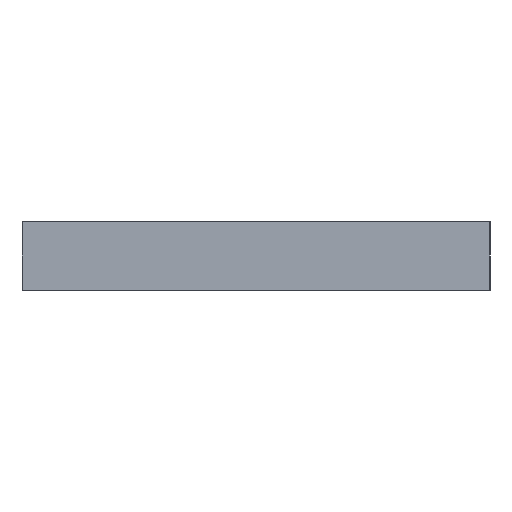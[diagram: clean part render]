
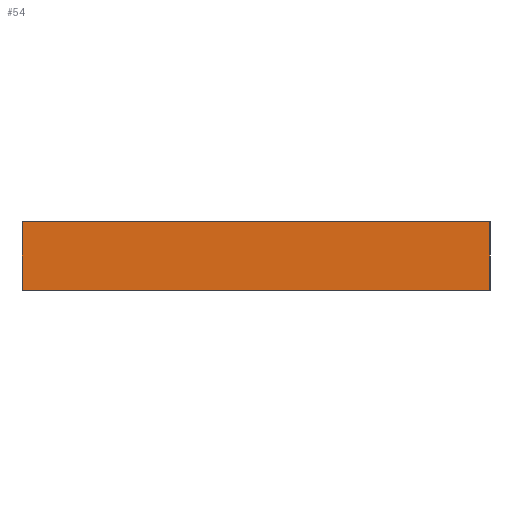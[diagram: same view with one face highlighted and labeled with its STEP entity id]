
A CAD part, left-side view. The second image highlights one B-rep face of the part: STEP entity #54.
In plain terms, the highlighted planar face has unit normal (-1, 0, 0).
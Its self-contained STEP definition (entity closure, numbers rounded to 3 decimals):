
#54 = ADVANCED_FACE ( 'NONE', ( #228 ), #558, .T. ) ;
#64 = VECTOR ( 'NONE', #107, 1000. ) ;
#107 = DIRECTION ( 'NONE',  ( 0., 1., 0. ) ) ;
#114 = LINE ( 'NONE', #337, #810 ) ;
#156 = CARTESIAN_POINT ( 'NONE',  ( -45., -41., 6. ) ) ;
#179 = EDGE_CURVE ( 'NONE', #559, #513, #579, .T. ) ;
#181 = CARTESIAN_POINT ( 'NONE',  ( -45., -41., -6. ) ) ;
#226 = LINE ( 'NONE', #388, #601 ) ;
#228 = FACE_OUTER_BOUND ( 'NONE', #408, .T. ) ;
#254 = EDGE_CURVE ( 'NONE', #876, #926, #114, .T. ) ;
#277 = CARTESIAN_POINT ( 'NONE',  ( -45., 41., -6. ) ) ;
#289 = AXIS2_PLACEMENT_3D ( 'NONE', #156, #480, #812 ) ;
#296 = DIRECTION ( 'NONE',  ( 0., 0., -1. ) ) ;
#302 = LINE ( 'NONE', #369, #663 ) ;
#321 = ORIENTED_EDGE ( 'NONE', *, *, #179, .F. ) ;
#335 = ORIENTED_EDGE ( 'NONE', *, *, #924, .F. ) ;
#337 = CARTESIAN_POINT ( 'NONE',  ( -45., -41., 6. ) ) ;
#369 = CARTESIAN_POINT ( 'NONE',  ( -45., 41., 6. ) ) ;
#388 = CARTESIAN_POINT ( 'NONE',  ( -45., -41., 6. ) ) ;
#408 = EDGE_LOOP ( 'NONE', ( #321, #335, #719, #1020 ) ) ;
#457 = CARTESIAN_POINT ( 'NONE',  ( -45., 41., 6. ) ) ;
#472 = EDGE_CURVE ( 'NONE', #926, #513, #302, .T. ) ;
#480 = DIRECTION ( 'NONE',  ( -1., 0., 0. ) ) ;
#513 = VERTEX_POINT ( 'NONE', #277 ) ;
#545 = DIRECTION ( 'NONE',  ( 0., 0., -1. ) ) ;
#558 = PLANE ( 'NONE',  #289 ) ;
#559 = VERTEX_POINT ( 'NONE', #769 ) ;
#579 = LINE ( 'NONE', #181, #64 ) ;
#596 = DIRECTION ( 'NONE',  ( 0., 1., 0. ) ) ;
#601 = VECTOR ( 'NONE', #545, 1000. ) ;
#647 = CARTESIAN_POINT ( 'NONE',  ( -45., -41., 6. ) ) ;
#663 = VECTOR ( 'NONE', #296, 1000. ) ;
#719 = ORIENTED_EDGE ( 'NONE', *, *, #254, .T. ) ;
#769 = CARTESIAN_POINT ( 'NONE',  ( -45., -41., -6. ) ) ;
#810 = VECTOR ( 'NONE', #596, 1000. ) ;
#812 = DIRECTION ( 'NONE',  ( 0., 0., 1. ) ) ;
#876 = VERTEX_POINT ( 'NONE', #647 ) ;
#924 = EDGE_CURVE ( 'NONE', #876, #559, #226, .T. ) ;
#926 = VERTEX_POINT ( 'NONE', #457 ) ;
#1020 = ORIENTED_EDGE ( 'NONE', *, *, #472, .T. ) ;
